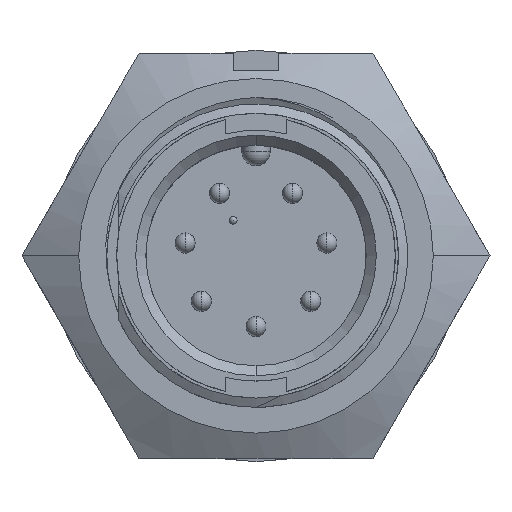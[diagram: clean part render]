
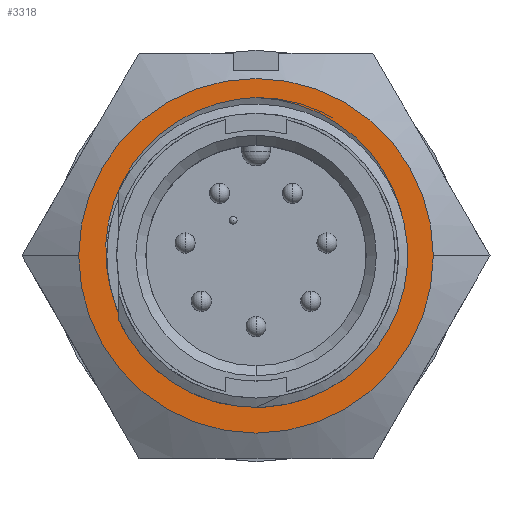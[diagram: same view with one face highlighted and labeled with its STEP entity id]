
A CAD part, top view. The second image highlights one B-rep face of the part: STEP entity #3318.
In plain terms, the highlighted planar face has unit normal (0, 0, 1).
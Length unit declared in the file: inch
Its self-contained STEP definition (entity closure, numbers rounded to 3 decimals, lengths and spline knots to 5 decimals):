
#58 = ORIENTED_EDGE ( 'NONE', *, *, #10305, .F. ) ;
#107 = ORIENTED_EDGE ( 'NONE', *, *, #3364, .F. ) ;
#110 = ORIENTED_EDGE ( 'NONE', *, *, #10304, .T. ) ;
#116 = CIRCLE ( 'NONE', #5293, 0.35 ) ;
#457 = B_SPLINE_CURVE_WITH_KNOTS ( 'NONE', 3,
 ( #9715, #9716, #9717, #9718, #9719, #9720, #9721, #9722, #9723, #9724, #9725, #9726, #9727, #9728, #9729, #9730, #9731, #9732, #9733, #9734 ),
 .UNSPECIFIED., .F., .F.,
 ( 4, 2, 2, 2, 2, 2, 2, 2, 2, 4 ),
 ( 0., 0.00086, 0.00171, 0.00343, 0.00514, 0.00685, 0.00856, 0.01028, 0.01199, 0.0137 ),
 .UNSPECIFIED. ) ;
#501 = B_SPLINE_CURVE_WITH_KNOTS ( 'NONE', 3,
 ( #8585, #8586, #8587, #8588, #8589, #8590, #8591, #8592, #8593, #8594, #8595, #8596, #8597, #8598, #8599, #8600, #8601, #8602, #8603, #8604 ),
 .UNSPECIFIED., .F., .F.,
 ( 4, 2, 2, 2, 2, 2, 2, 2, 2, 4 ),
 ( 0., 0.00086, 0.00171, 0.00343, 0.00514, 0.00685, 0.00856, 0.01028, 0.01199, 0.0137 ),
 .UNSPECIFIED. ) ;
#1396 = VERTEX_POINT ( 'NONE', #2943 ) ;
#1399 = VERTEX_POINT ( 'NONE', #2937 ) ;
#1407 = VERTEX_POINT ( 'NONE', #2922 ) ;
#1420 = VERTEX_POINT ( 'NONE', #2900 ) ;
#1421 = VERTEX_POINT ( 'NONE', #2898 ) ;
#1592 = EDGE_LOOP ( 'NONE', ( #9950, #110, #107 ) ) ;
#1598 = EDGE_LOOP ( 'NONE', ( #12034, #58 ) ) ;
#1988 = DIRECTION ( 'NONE',  ( 1., 0., 0. ) ) ;
#1989 = DIRECTION ( 'NONE',  ( 0., 0., 1. ) ) ;
#1990 = CARTESIAN_POINT ( 'NONE',  ( 0., 0., -0.319 ) ) ;
#2758 = DIRECTION ( 'NONE',  ( -1., 0., 0. ) ) ;
#2760 = DIRECTION ( 'NONE',  ( 0., 0., -1. ) ) ;
#2762 = CARTESIAN_POINT ( 'NONE',  ( -0.23094, -0.4, -0.319 ) ) ;
#2764 = PLANE ( 'NONE',  #11656 ) ;
#2898 = CARTESIAN_POINT ( 'NONE',  ( 0.35, 0., -0.319 ) ) ;
#2900 = CARTESIAN_POINT ( 'NONE',  ( -0.28876, -0.05788, -0.319 ) ) ;
#2922 = CARTESIAN_POINT ( 'NONE',  ( -0.35, 0., -0.319 ) ) ;
#2937 = CARTESIAN_POINT ( 'NONE',  ( 0.28876, -0.05788, -0.319 ) ) ;
#2943 = CARTESIAN_POINT ( 'NONE',  ( 0., 0.3125, -0.319 ) ) ;
#3318 = ADVANCED_FACE ( 'NONE', ( #11663, #11658 ), #2764, .F. ) ;
#3345 = CIRCLE ( 'NONE', #5892, 0.35 ) ;
#3360 = CIRCLE ( 'NONE', #11741, 0.2945 ) ;
#3364 = EDGE_CURVE ( 'NONE', #1420, #1399, #3360, .T. ) ;
#5293 = AXIS2_PLACEMENT_3D ( 'NONE', #8605, #8606, #8607 ) ;
#5892 = AXIS2_PLACEMENT_3D ( 'NONE', #10964, #10963, #10962 ) ;
#8585 = CARTESIAN_POINT ( 'NONE',  ( 0., 0.3125, -0.319 ) ) ;
#8586 = CARTESIAN_POINT ( 'NONE',  ( 0.01126, 0.31215, -0.319 ) ) ;
#8587 = CARTESIAN_POINT ( 'NONE',  ( 0.02246, 0.31119, -0.319 ) ) ;
#8588 = CARTESIAN_POINT ( 'NONE',  ( 0.04473, 0.30804, -0.319 ) ) ;
#8589 = CARTESIAN_POINT ( 'NONE',  ( 0.0558, 0.30585, -0.319 ) ) ;
#8590 = CARTESIAN_POINT ( 'NONE',  ( 0.08828, 0.29757, -0.319 ) ) ;
#8591 = CARTESIAN_POINT ( 'NONE',  ( 0.1092, 0.28976, -0.319 ) ) ;
#8592 = CARTESIAN_POINT ( 'NONE',  ( 0.14943, 0.26947, -0.319 ) ) ;
#8593 = CARTESIAN_POINT ( 'NONE',  ( 0.16807, 0.25734, -0.319 ) ) ;
#8594 = CARTESIAN_POINT ( 'NONE',  ( 0.20255, 0.22923, -0.319 ) ) ;
#8595 = CARTESIAN_POINT ( 'NONE',  ( 0.21849, 0.2131, -0.319 ) ) ;
#8596 = CARTESIAN_POINT ( 'NONE',  ( 0.24626, 0.1778, -0.319 ) ) ;
#8597 = CARTESIAN_POINT ( 'NONE',  ( 0.25816, 0.15857, -0.319 ) ) ;
#8598 = CARTESIAN_POINT ( 'NONE',  ( 0.27742, 0.11786, -0.319 ) ) ;
#8599 = CARTESIAN_POINT ( 'NONE',  ( 0.28463, 0.09675, -0.319 ) ) ;
#8600 = CARTESIAN_POINT ( 'NONE',  ( 0.2943, 0.05334, -0.319 ) ) ;
#8601 = CARTESIAN_POINT ( 'NONE',  ( 0.29673, 0.03074, -0.319 ) ) ;
#8602 = CARTESIAN_POINT ( 'NONE',  ( 0.29654, -0.01383, -0.319 ) ) ;
#8603 = CARTESIAN_POINT ( 'NONE',  ( 0.29395, -0.03594, -0.319 ) ) ;
#8604 = CARTESIAN_POINT ( 'NONE',  ( 0.28876, -0.05788, -0.319 ) ) ;
#8605 = CARTESIAN_POINT ( 'NONE',  ( 0., 0., -0.319 ) ) ;
#8606 = DIRECTION ( 'NONE',  ( 0., 0., -1. ) ) ;
#8607 = DIRECTION ( 'NONE',  ( -1., 0., 0. ) ) ;
#9715 = CARTESIAN_POINT ( 'NONE',  ( -0.28876, -0.05788, -0.319 ) ) ;
#9716 = CARTESIAN_POINT ( 'NONE',  ( -0.29136, -0.04691, -0.319 ) ) ;
#9717 = CARTESIAN_POINT ( 'NONE',  ( -0.29331, -0.03584, -0.319 ) ) ;
#9718 = CARTESIAN_POINT ( 'NONE',  ( -0.29594, -0.01351, -0.319 ) ) ;
#9719 = CARTESIAN_POINT ( 'NONE',  ( -0.2966, -0.00224, -0.319 ) ) ;
#9720 = CARTESIAN_POINT ( 'NONE',  ( -0.2967, 0.03127, -0.319 ) ) ;
#9721 = CARTESIAN_POINT ( 'NONE',  ( -0.2943, 0.05346, -0.319 ) ) ;
#9722 = CARTESIAN_POINT ( 'NONE',  ( -0.28445, 0.09743, -0.319 ) ) ;
#9723 = CARTESIAN_POINT ( 'NONE',  ( -0.27717, 0.11846, -0.319 ) ) ;
#9724 = CARTESIAN_POINT ( 'NONE',  ( -0.25809, 0.15867, -0.319 ) ) ;
#9725 = CARTESIAN_POINT ( 'NONE',  ( -0.24611, 0.178, -0.319 ) ) ;
#9726 = CARTESIAN_POINT ( 'NONE',  ( -0.21858, 0.21298, -0.319 ) ) ;
#9727 = CARTESIAN_POINT ( 'NONE',  ( -0.20298, 0.22885, -0.319 ) ) ;
#9728 = CARTESIAN_POINT ( 'NONE',  ( -0.16811, 0.25734, -0.319 ) ) ;
#9729 = CARTESIAN_POINT ( 'NONE',  ( -0.14941, 0.26946, -0.319 ) ) ;
#9730 = CARTESIAN_POINT ( 'NONE',  ( -0.10971, 0.28953, -0.319 ) ) ;
#9731 = CARTESIAN_POINT ( 'NONE',  ( -0.0885, 0.29751, -0.319 ) ) ;
#9732 = CARTESIAN_POINT ( 'NONE',  ( -0.04496, 0.30862, -0.319 ) ) ;
#9733 = CARTESIAN_POINT ( 'NONE',  ( -0.02252, 0.3118, -0.319 ) ) ;
#9734 = CARTESIAN_POINT ( 'NONE',  ( 0., 0.3125, -0.319 ) ) ;
#9950 = ORIENTED_EDGE ( 'NONE', *, *, #10445, .T. ) ;
#10040 = EDGE_CURVE ( 'NONE', #1407, #1421, #3345, .T. ) ;
#10304 = EDGE_CURVE ( 'NONE', #1396, #1399, #501, .T. ) ;
#10305 = EDGE_CURVE ( 'NONE', #1421, #1407, #116, .T. ) ;
#10445 = EDGE_CURVE ( 'NONE', #1420, #1396, #457, .T. ) ;
#10962 = DIRECTION ( 'NONE',  ( -1., 0., 0. ) ) ;
#10963 = DIRECTION ( 'NONE',  ( 0., 0., -1. ) ) ;
#10964 = CARTESIAN_POINT ( 'NONE',  ( 0., 0., -0.319 ) ) ;
#11656 = AXIS2_PLACEMENT_3D ( 'NONE', #2762, #2760, #2758 ) ;
#11658 = FACE_OUTER_BOUND ( 'NONE', #1598, .T. ) ;
#11663 = FACE_BOUND ( 'NONE', #1592, .T. ) ;
#11741 = AXIS2_PLACEMENT_3D ( 'NONE', #1990, #1989, #1988 ) ;
#12034 = ORIENTED_EDGE ( 'NONE', *, *, #10040, .F. ) ;
